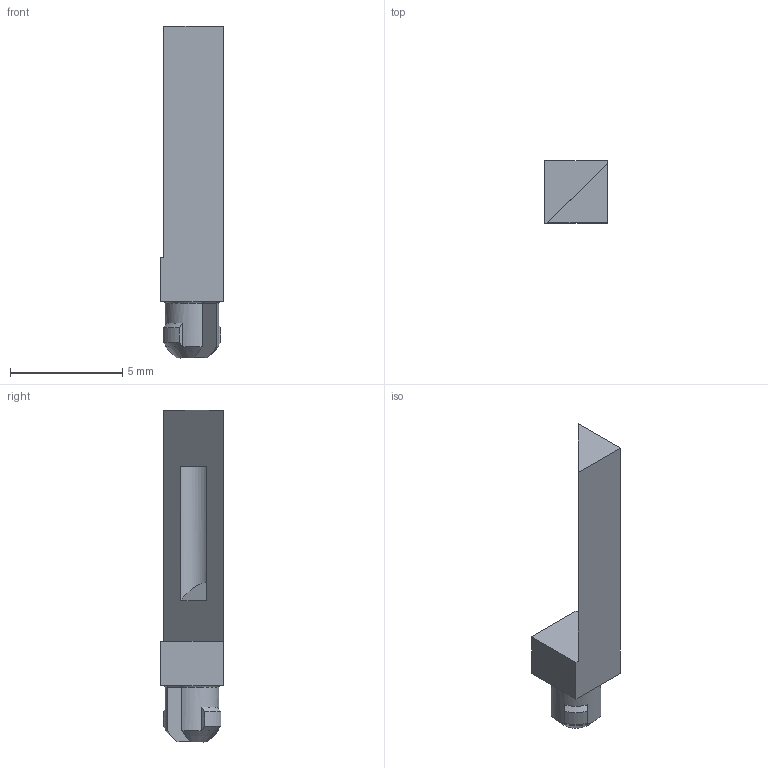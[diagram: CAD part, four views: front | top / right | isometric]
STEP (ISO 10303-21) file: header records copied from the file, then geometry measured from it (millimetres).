
FILE_DESCRIPTION(/* description */ (''),/* implementation_level */ '2;1');
FILE_NAME(/* name */ '100169873ugm000_b.stp',/* time_stamp */ '2019-08-23T10:06:25+02:00',/* author */ (''),/* organization */ (''),/* preprocessor_version */ 'ST-DEVELOPER v16.7',/* originating_system */ 'SIEMENS PLM Software NX 12.0',/* authorisation */ '');
FILE_SCHEMA (('AUTOMOTIVE_DESIGN { 1 0 10303 214 3 1 1 1 }'));
Length unit declared in the file: millimetre
Products named in the file (1): 100169873ugm000_b
Bounding box: 2.8 x 2.8 x 14.8 mm (x, y, z)
Volume: 52.2 mm3; surface area: 161.9 mm2
Topology: 1 solids, 1 shells, 39 faces, 99 edges, 66 vertices
Faces by surface type: plane 22, cone 7, cylinder 7, bspline 3
Entity records: 1336 total; most frequent: CARTESIAN_POINT 386, ORIENTED_EDGE 198, DIRECTION 164, EDGE_CURVE 99, VERTEX_POINT 65, AXIS2_PLACEMENT_3D 59, LINE 46, VECTOR 46
